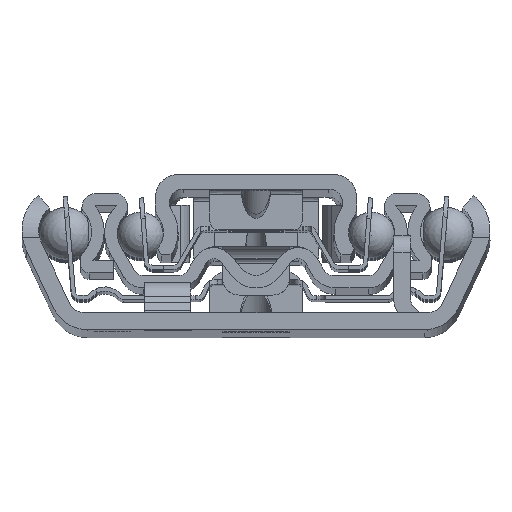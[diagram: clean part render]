
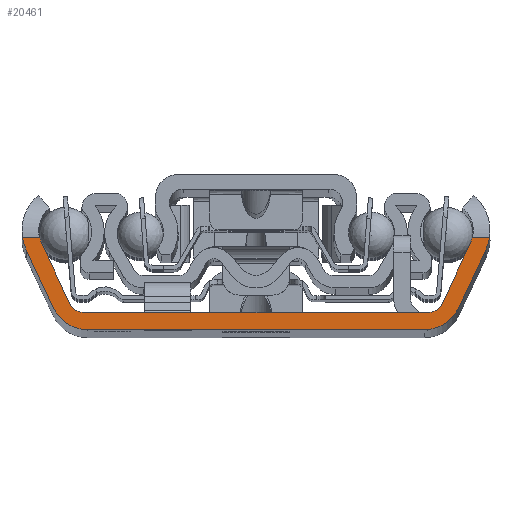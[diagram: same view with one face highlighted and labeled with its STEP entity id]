
A CAD part, top view. The second image highlights one B-rep face of the part: STEP entity #20461.
In plain terms, the highlighted planar face has unit normal (0, 0, 1).
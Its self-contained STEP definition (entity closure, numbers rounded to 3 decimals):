
#349=PLANE('',#28984);
#2108=FACE_OUTER_BOUND('',#3558,.T.);
#3558=EDGE_LOOP('',(#12892,#12893,#12894,#12895,#12896,#12897,#12898,#12899,
#12900,#12901,#12902,#12903,#12904,#12905,#12906,#12907));
#5348=VERTEX_POINT('',#41934);
#5349=VERTEX_POINT('',#41936);
#5383=VERTEX_POINT('',#42032);
#5384=VERTEX_POINT('',#42033);
#5483=VERTEX_POINT('',#42376);
#5485=VERTEX_POINT('',#42391);
#5487=VERTEX_POINT('',#42405);
#5489=VERTEX_POINT('',#42418);
#5490=VERTEX_POINT('',#42433);
#5496=VERTEX_POINT('',#42458);
#5497=VERTEX_POINT('',#42460);
#5498=VERTEX_POINT('',#42463);
#5499=VERTEX_POINT('',#42465);
#5500=VERTEX_POINT('',#42468);
#5501=VERTEX_POINT('',#42470);
#5502=VERTEX_POINT('',#42473);
#8164=EDGE_CURVE('',#5348,#5349,#23532,.T.);
#8201=EDGE_CURVE('',#5383,#5384,#23558,.T.);
#8375=EDGE_CURVE('',#5483,#5485,#23688,.T.);
#8379=EDGE_CURVE('',#5487,#5489,#23689,.T.);
#8380=EDGE_CURVE('',#5487,#5490,#21958,.T.);
#8388=EDGE_CURVE('',#5496,#5489,#21960,.T.);
#8389=EDGE_CURVE('',#5497,#5496,#23694,.T.);
#8390=EDGE_CURVE('',#5349,#5497,#21961,.T.);
#8391=EDGE_CURVE('',#5498,#5348,#21962,.T.);
#8392=EDGE_CURVE('',#5499,#5498,#23695,.T.);
#8393=EDGE_CURVE('',#5483,#5499,#21963,.T.);
#8394=EDGE_CURVE('',#5500,#5485,#21964,.T.);
#8395=EDGE_CURVE('',#5501,#5500,#23696,.T.);
#8396=EDGE_CURVE('',#5384,#5501,#21965,.T.);
#8397=EDGE_CURVE('',#5502,#5383,#21966,.T.);
#8398=EDGE_CURVE('',#5490,#5502,#23697,.T.);
#12892=ORIENTED_EDGE('',*,*,#8379,.T.);
#12893=ORIENTED_EDGE('',*,*,#8388,.F.);
#12894=ORIENTED_EDGE('',*,*,#8389,.F.);
#12895=ORIENTED_EDGE('',*,*,#8390,.F.);
#12896=ORIENTED_EDGE('',*,*,#8164,.F.);
#12897=ORIENTED_EDGE('',*,*,#8391,.F.);
#12898=ORIENTED_EDGE('',*,*,#8392,.F.);
#12899=ORIENTED_EDGE('',*,*,#8393,.F.);
#12900=ORIENTED_EDGE('',*,*,#8375,.T.);
#12901=ORIENTED_EDGE('',*,*,#8394,.F.);
#12902=ORIENTED_EDGE('',*,*,#8395,.F.);
#12903=ORIENTED_EDGE('',*,*,#8396,.F.);
#12904=ORIENTED_EDGE('',*,*,#8201,.F.);
#12905=ORIENTED_EDGE('',*,*,#8397,.F.);
#12906=ORIENTED_EDGE('',*,*,#8398,.F.);
#12907=ORIENTED_EDGE('',*,*,#8380,.F.);
#20461=ADVANCED_FACE('',(#2108),#349,.T.);
#21958=CIRCLE('',#28980,3.5);
#21960=CIRCLE('',#28985,5.5);
#21961=CIRCLE('',#28986,4.5);
#21962=CIRCLE('',#28987,4.5);
#21963=CIRCLE('',#28988,5.5);
#21964=CIRCLE('',#28989,3.5);
#21965=CIRCLE('',#28990,2.);
#21966=CIRCLE('',#28991,2.);
#23532=LINE('',#41937,#26138);
#23558=LINE('',#42034,#26164);
#23688=LINE('',#42402,#26294);
#23689=LINE('',#42431,#26295);
#23694=LINE('',#42461,#26300);
#23695=LINE('',#42466,#26301);
#23696=LINE('',#42471,#26302);
#23697=LINE('',#42475,#26303);
#26138=VECTOR('',#32242,40.199);
#26164=VECTOR('',#32292,40.836);
#26294=VECTOR('',#32652,2.034);
#26295=VECTOR('',#32657,2.034);
#26300=VECTOR('',#32676,7.588);
#26301=VECTOR('',#32681,7.588);
#26302=VECTOR('',#32686,7.907);
#26303=VECTOR('',#32691,7.907);
#28980=AXIS2_PLACEMENT_3D('',#42434,#32660,#32661);
#28984=AXIS2_PLACEMENT_3D('',#42457,#32672,#32673);
#28985=AXIS2_PLACEMENT_3D('',#42459,#32674,#32675);
#28986=AXIS2_PLACEMENT_3D('',#42462,#32677,#32678);
#28987=AXIS2_PLACEMENT_3D('',#42464,#32679,#32680);
#28988=AXIS2_PLACEMENT_3D('',#42467,#32682,#32683);
#28989=AXIS2_PLACEMENT_3D('',#42469,#32684,#32685);
#28990=AXIS2_PLACEMENT_3D('',#42472,#32687,#32688);
#28991=AXIS2_PLACEMENT_3D('',#42474,#32689,#32690);
#32242=DIRECTION('',(-1.,0.,0.));
#32292=DIRECTION('',(1.,0.,0.));
#32652=DIRECTION('',(-1.,0.,0.));
#32657=DIRECTION('',(-1.,0.,0.));
#32660=DIRECTION('center_axis',(0.,0.,1.));
#32661=DIRECTION('ref_axis',(0.643,-0.766,0.));
#32672=DIRECTION('center_axis',(0.,0.,1.));
#32673=DIRECTION('ref_axis',(1.,0.,0.));
#32674=DIRECTION('center_axis',(0.,0.,-1.));
#32675=DIRECTION('ref_axis',(-0.646,0.764,0.));
#32676=DIRECTION('',(-0.423,0.906,0.));
#32677=DIRECTION('center_axis',(0.,0.,-1.));
#32678=DIRECTION('ref_axis',(-0.906,-0.423,0.));
#32679=DIRECTION('center_axis',(0.,0.,-1.));
#32680=DIRECTION('ref_axis',(0.,-1.,0.));
#32681=DIRECTION('',(-0.423,-0.906,0.));
#32682=DIRECTION('center_axis',(0.,0.,-1.));
#32683=DIRECTION('ref_axis',(0.906,-0.423,0.));
#32684=DIRECTION('center_axis',(0.,0.,1.));
#32685=DIRECTION('ref_axis',(-0.906,0.423,0.));
#32686=DIRECTION('',(0.423,0.906,0.));
#32687=DIRECTION('center_axis',(0.,0.,1.));
#32688=DIRECTION('ref_axis',(0.,1.,0.));
#32689=DIRECTION('center_axis',(0.,0.,1.));
#32690=DIRECTION('ref_axis',(0.906,0.423,0.));
#32691=DIRECTION('',(0.423,-0.906,0.));
#41934=CARTESIAN_POINT('',(20.099,0.,550.));
#41936=CARTESIAN_POINT('',(-20.099,0.,550.));
#41937=CARTESIAN_POINT('',(-20.099,0.,550.));
#42032=CARTESIAN_POINT('',(-20.418,2.,550.));
#42033=CARTESIAN_POINT('',(20.418,2.,550.));
#42034=CARTESIAN_POINT('',(20.418,2.,550.));
#42376=CARTESIAN_POINT('',(27.842,11.,550.));
#42391=CARTESIAN_POINT('',(25.807,11.,550.));
#42402=CARTESIAN_POINT('',(0.,11.,550.));
#42405=CARTESIAN_POINT('',(-25.807,11.,550.));
#42418=CARTESIAN_POINT('',(-27.842,11.,550.));
#42431=CARTESIAN_POINT('',(0.,11.,550.));
#42433=CARTESIAN_POINT('',(-25.572,10.321,550.));
#42434=CARTESIAN_POINT('Origin',(-22.4,11.8,550.));
#42457=CARTESIAN_POINT('Origin',(0.,4.283,
550.));
#42458=CARTESIAN_POINT('',(-27.385,9.476,550.));
#42459=CARTESIAN_POINT('Origin',(-22.4,11.8,550.));
#42460=CARTESIAN_POINT('',(-24.178,2.598,550.));
#42461=CARTESIAN_POINT('',(-27.385,9.476,550.));
#42462=CARTESIAN_POINT('Origin',(-20.099,4.5,550.));
#42463=CARTESIAN_POINT('',(24.178,2.598,550.));
#42464=CARTESIAN_POINT('Origin',(20.099,4.5,550.));
#42465=CARTESIAN_POINT('',(27.385,9.476,550.));
#42466=CARTESIAN_POINT('',(24.178,2.598,550.));
#42467=CARTESIAN_POINT('Origin',(22.4,11.8,550.));
#42468=CARTESIAN_POINT('',(25.572,10.321,550.));
#42469=CARTESIAN_POINT('Origin',(22.4,11.8,550.));
#42470=CARTESIAN_POINT('',(22.23,3.155,550.));
#42471=CARTESIAN_POINT('',(25.572,10.321,550.));
#42472=CARTESIAN_POINT('Origin',(20.418,4.,550.));
#42473=CARTESIAN_POINT('',(-22.23,3.155,550.));
#42474=CARTESIAN_POINT('Origin',(-20.418,4.,550.));
#42475=CARTESIAN_POINT('',(-22.23,3.155,550.));
